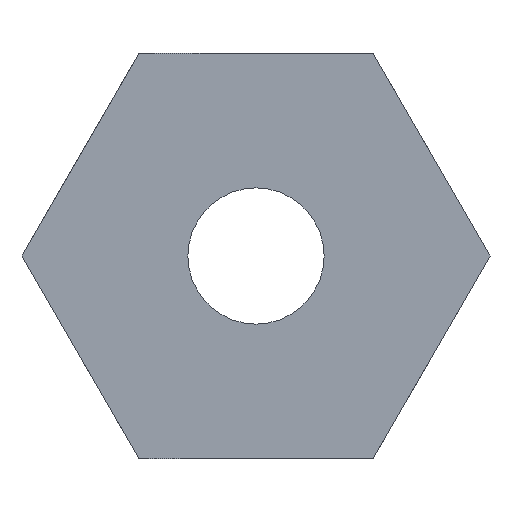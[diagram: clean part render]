
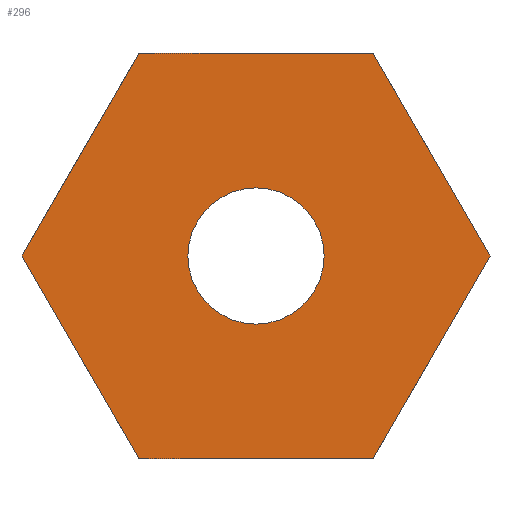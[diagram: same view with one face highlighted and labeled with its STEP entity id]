
A CAD part, front view. The second image highlights one B-rep face of the part: STEP entity #296.
In plain terms, the highlighted planar face has unit normal (0, -1, 0).
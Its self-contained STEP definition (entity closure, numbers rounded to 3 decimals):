
#4 = ORIENTED_EDGE ( 'NONE', *, *, #243, .F. ) ;
#21 = DIRECTION ( 'NONE',  ( 0., 1., 0. ) ) ;
#38 = VECTOR ( 'NONE', #78, 1000. ) ;
#40 = VERTEX_POINT ( 'NONE', #196 ) ;
#47 = DIRECTION ( 'NONE',  ( -0.5, 0., 0.866 ) ) ;
#55 = LINE ( 'NONE', #524, #230 ) ;
#74 = CARTESIAN_POINT ( 'NONE',  ( 2.273, -3.302, -3.937 ) ) ;
#78 = DIRECTION ( 'NONE',  ( -1., 0., 0. ) ) ;
#80 = AXIS2_PLACEMENT_3D ( 'NONE', #471, #21, #426 ) ;
#87 = LINE ( 'NONE', #553, #432 ) ;
#94 = DIRECTION ( 'NONE',  ( 0., 0., -1. ) ) ;
#98 = CIRCLE ( 'NONE', #325, 1.323 ) ;
#105 = CARTESIAN_POINT ( 'NONE',  ( 4.546, -3.302, 0. ) ) ;
#112 = CARTESIAN_POINT ( 'NONE',  ( 2.273, -3.302, 3.937 ) ) ;
#113 = DIRECTION ( 'NONE',  ( 1., 0., 0. ) ) ;
#120 = VERTEX_POINT ( 'NONE', #112 ) ;
#135 = EDGE_CURVE ( 'NONE', #40, #120, #87, .T. ) ;
#137 = EDGE_CURVE ( 'NONE', #312, #177, #217, .T. ) ;
#142 = ORIENTED_EDGE ( 'NONE', *, *, #137, .T. ) ;
#171 = CARTESIAN_POINT ( 'NONE',  ( -2.273, -3.302, -3.937 ) ) ;
#175 = VECTOR ( 'NONE', #409, 1000. ) ;
#177 = VERTEX_POINT ( 'NONE', #430 ) ;
#183 = FACE_BOUND ( 'NONE', #480, .T. ) ;
#187 = ORIENTED_EDGE ( 'NONE', *, *, #481, .F. ) ;
#190 = DIRECTION ( 'NONE',  ( -0.5, 0., -0.866 ) ) ;
#192 = CARTESIAN_POINT ( 'NONE',  ( 4.546, -3.302, 0. ) ) ;
#196 = CARTESIAN_POINT ( 'NONE',  ( -2.273, -3.302, 3.937 ) ) ;
#197 = CARTESIAN_POINT ( 'NONE',  ( -2.273, -3.302, 3.937 ) ) ;
#217 = CIRCLE ( 'NONE', #80, 1.323 ) ;
#224 = CARTESIAN_POINT ( 'NONE',  ( 2.273, -3.302, -3.937 ) ) ;
#228 = ORIENTED_EDGE ( 'NONE', *, *, #462, .T. ) ;
#230 = VECTOR ( 'NONE', #47, 1000. ) ;
#243 = EDGE_CURVE ( 'NONE', #120, #538, #286, .T. ) ;
#251 = DIRECTION ( 'NONE',  ( 0., 1., 0. ) ) ;
#276 = VECTOR ( 'NONE', #190, 1000. ) ;
#286 = LINE ( 'NONE', #349, #518 ) ;
#296 = ADVANCED_FACE ( 'NONE', ( #183, #449 ), #328, .F. ) ;
#307 = VERTEX_POINT ( 'NONE', #171 ) ;
#310 = LINE ( 'NONE', #491, #175 ) ;
#312 = VERTEX_POINT ( 'NONE', #460 ) ;
#315 = CARTESIAN_POINT ( 'NONE',  ( 0., -3.302, 0. ) ) ;
#320 = ORIENTED_EDGE ( 'NONE', *, *, #396, .F. ) ;
#325 = AXIS2_PLACEMENT_3D ( 'NONE', #315, #356, #94 ) ;
#328 = PLANE ( 'NONE',  #495 ) ;
#349 = CARTESIAN_POINT ( 'NONE',  ( 2.273, -3.302, 3.937 ) ) ;
#356 = DIRECTION ( 'NONE',  ( 0., 1., 0. ) ) ;
#381 = CARTESIAN_POINT ( 'NONE',  ( -4.546, -3.302, 0. ) ) ;
#388 = DIRECTION ( 'NONE',  ( 0., 0., 1. ) ) ;
#396 = EDGE_CURVE ( 'NONE', #407, #307, #411, .T. ) ;
#407 = VERTEX_POINT ( 'NONE', #224 ) ;
#409 = DIRECTION ( 'NONE',  ( 0.5, 0., 0.866 ) ) ;
#411 = LINE ( 'NONE', #74, #38 ) ;
#425 = EDGE_CURVE ( 'NONE', #307, #571, #55, .T. ) ;
#426 = DIRECTION ( 'NONE',  ( 0., 0., -1. ) ) ;
#430 = CARTESIAN_POINT ( 'NONE',  ( 0., -3.302, -1.323 ) ) ;
#432 = VECTOR ( 'NONE', #113, 1000. ) ;
#449 = FACE_OUTER_BOUND ( 'NONE', #457, .T. ) ;
#454 = LINE ( 'NONE', #105, #276 ) ;
#457 = EDGE_LOOP ( 'NONE', ( #475, #482, #320, #187, #4, #500 ) ) ;
#460 = CARTESIAN_POINT ( 'NONE',  ( 0., -3.302, 1.323 ) ) ;
#462 = EDGE_CURVE ( 'NONE', #177, #312, #98, .T. ) ;
#471 = CARTESIAN_POINT ( 'NONE',  ( 0., -3.302, 0. ) ) ;
#475 = ORIENTED_EDGE ( 'NONE', *, *, #514, .F. ) ;
#480 = EDGE_LOOP ( 'NONE', ( #228, #142 ) ) ;
#481 = EDGE_CURVE ( 'NONE', #538, #407, #454, .T. ) ;
#482 = ORIENTED_EDGE ( 'NONE', *, *, #425, .F. ) ;
#491 = CARTESIAN_POINT ( 'NONE',  ( -4.546, -3.302, 0. ) ) ;
#495 = AXIS2_PLACEMENT_3D ( 'NONE', #197, #251, #388 ) ;
#500 = ORIENTED_EDGE ( 'NONE', *, *, #135, .F. ) ;
#513 = DIRECTION ( 'NONE',  ( 0.5, 0., -0.866 ) ) ;
#514 = EDGE_CURVE ( 'NONE', #571, #40, #310, .T. ) ;
#518 = VECTOR ( 'NONE', #513, 1000. ) ;
#524 = CARTESIAN_POINT ( 'NONE',  ( -2.273, -3.302, -3.937 ) ) ;
#538 = VERTEX_POINT ( 'NONE', #192 ) ;
#553 = CARTESIAN_POINT ( 'NONE',  ( -2.273, -3.302, 3.937 ) ) ;
#571 = VERTEX_POINT ( 'NONE', #381 ) ;
